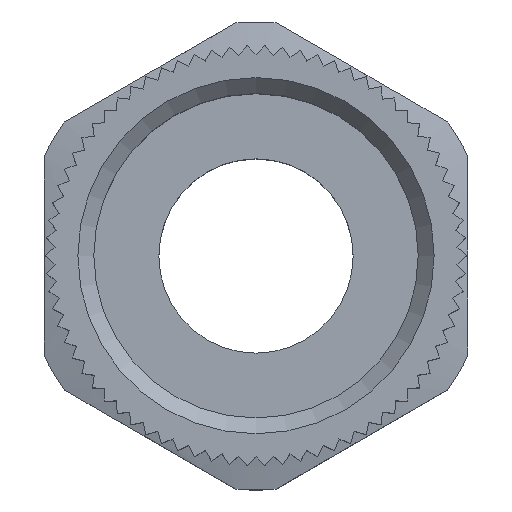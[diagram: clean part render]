
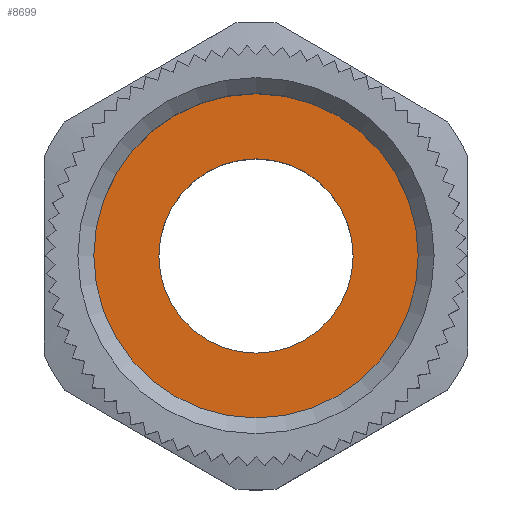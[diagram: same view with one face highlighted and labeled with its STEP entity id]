
A CAD part, top view. The second image highlights one B-rep face of the part: STEP entity #8699.
In plain terms, the highlighted planar face has unit normal (0, 0, 1).
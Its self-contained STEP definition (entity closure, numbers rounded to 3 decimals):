
#4 = DIRECTION ( 'NONE',  ( 1., 0., 0. ) ) ;
#536 = AXIS2_PLACEMENT_3D ( 'NONE', #2260, #5848, #4 ) ;
#696 = DIRECTION ( 'NONE',  ( 0., 0., 1. ) ) ;
#820 = DIRECTION ( 'NONE',  ( 0., 0., -1. ) ) ;
#867 = DIRECTION ( 'NONE',  ( 1., 0., 0. ) ) ;
#1420 = FACE_OUTER_BOUND ( 'NONE', #2170, .T. ) ;
#1434 = ORIENTED_EDGE ( 'NONE', *, *, #7426, .T. ) ;
#2170 = EDGE_LOOP ( 'NONE', ( #8221 ) ) ;
#2260 = CARTESIAN_POINT ( 'NONE',  ( 0., 0., -10.5 ) ) ;
#2272 = AXIS2_PLACEMENT_3D ( 'NONE', #5933, #820, #867 ) ;
#4331 = PLANE ( 'NONE',  #7640 ) ;
#4341 = VERTEX_POINT ( 'NONE', #8884 ) ;
#4672 = CIRCLE ( 'NONE', #536, 9.184 ) ;
#4715 = CIRCLE ( 'NONE', #2272, 5.5 ) ;
#5278 = EDGE_CURVE ( 'NONE', #6720, #6720, #4672, .T. ) ;
#5848 = DIRECTION ( 'NONE',  ( 0., 0., 1. ) ) ;
#5933 = CARTESIAN_POINT ( 'NONE',  ( 0., 0., -10.5 ) ) ;
#6523 = DIRECTION ( 'NONE',  ( 1., 0., 0. ) ) ;
#6532 = CARTESIAN_POINT ( 'NONE',  ( 9.184, 0., -10.5 ) ) ;
#6720 = VERTEX_POINT ( 'NONE', #6532 ) ;
#7251 = CARTESIAN_POINT ( 'NONE',  ( 0., 9.184, -10.5 ) ) ;
#7426 = EDGE_CURVE ( 'NONE', #4341, #4341, #4715, .T. ) ;
#7640 = AXIS2_PLACEMENT_3D ( 'NONE', #7251, #696, #6523 ) ;
#7827 = EDGE_LOOP ( 'NONE', ( #1434 ) ) ;
#8221 = ORIENTED_EDGE ( 'NONE', *, *, #5278, .T. ) ;
#8676 = FACE_BOUND ( 'NONE', #7827, .T. ) ;
#8699 = ADVANCED_FACE ( 'NONE', ( #8676, #1420 ), #4331, .T. ) ;
#8884 = CARTESIAN_POINT ( 'NONE',  ( 5.5, 0., -10.5 ) ) ;
